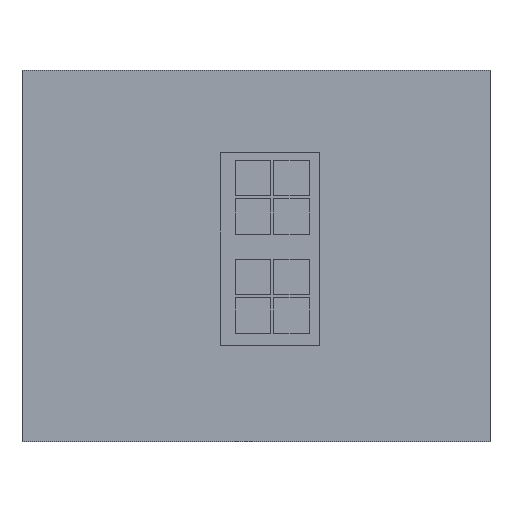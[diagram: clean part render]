
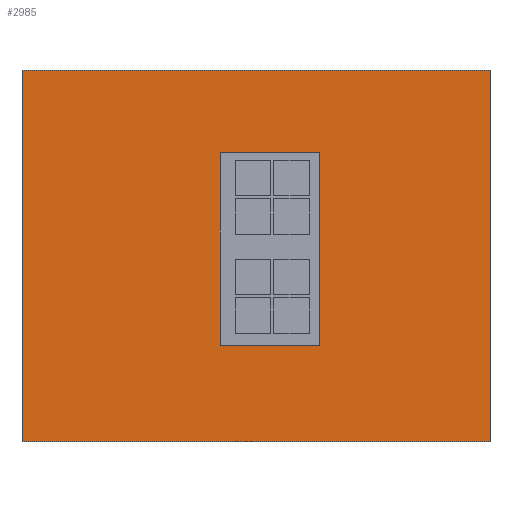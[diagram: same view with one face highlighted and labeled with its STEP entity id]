
A CAD part, top view. The second image highlights one B-rep face of the part: STEP entity #2985.
In plain terms, the highlighted planar face has unit normal (0, 0, 1).
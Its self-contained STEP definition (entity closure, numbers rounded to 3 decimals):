
#2663 = VERTEX_POINT('',#2664);
#2664 = CARTESIAN_POINT('',(-8.5,-4.5,1.58));
#2671 = PLANE('',#2672);
#2672 = AXIS2_PLACEMENT_3D('',#2673,#2674,#2675);
#2673 = CARTESIAN_POINT('',(-8.5,-4.5,0.));
#2674 = DIRECTION('',(-1.,0.,0.));
#2675 = DIRECTION('',(0.,1.,0.));
#2683 = PLANE('',#2684);
#2684 = AXIS2_PLACEMENT_3D('',#2685,#2686,#2687);
#2685 = CARTESIAN_POINT('',(8.5,-4.5,0.));
#2686 = DIRECTION('',(0.,-1.,0.));
#2687 = DIRECTION('',(-1.,0.,0.));
#2695 = EDGE_CURVE('',#2663,#2696,#2698,.T.);
#2696 = VERTEX_POINT('',#2697);
#2697 = CARTESIAN_POINT('',(-8.5,9.,1.58));
#2698 = SURFACE_CURVE('',#2699,(#2703,#2710),.PCURVE_S1.);
#2699 = LINE('',#2700,#2701);
#2700 = CARTESIAN_POINT('',(-8.5,-4.5,1.58));
#2701 = VECTOR('',#2702,1.);
#2702 = DIRECTION('',(0.,1.,0.));
#2703 = PCURVE('',#2671,#2704);
#2704 = DEFINITIONAL_REPRESENTATION('',(#2705),#2709);
#2705 = LINE('',#2706,#2707);
#2706 = CARTESIAN_POINT('',(0.,-1.58));
#2707 = VECTOR('',#2708,1.);
#2708 = DIRECTION('',(1.,0.));
#2709 = ( GEOMETRIC_REPRESENTATION_CONTEXT(2) 
PARAMETRIC_REPRESENTATION_CONTEXT() REPRESENTATION_CONTEXT('2D SPACE',''
  ) );
#2710 = PCURVE('',#2711,#2716);
#2711 = PLANE('',#2712);
#2712 = AXIS2_PLACEMENT_3D('',#2713,#2714,#2715);
#2713 = CARTESIAN_POINT('',(0.,2.25,1.58));
#2714 = DIRECTION('',(-0.,-0.,-1.));
#2715 = DIRECTION('',(-1.,0.,0.));
#2716 = DEFINITIONAL_REPRESENTATION('',(#2717),#2721);
#2717 = LINE('',#2718,#2719);
#2718 = CARTESIAN_POINT('',(8.5,-6.75));
#2719 = VECTOR('',#2720,1.);
#2720 = DIRECTION('',(0.,1.));
#2721 = ( GEOMETRIC_REPRESENTATION_CONTEXT(2) 
PARAMETRIC_REPRESENTATION_CONTEXT() REPRESENTATION_CONTEXT('2D SPACE',''
  ) );
#2739 = PLANE('',#2740);
#2740 = AXIS2_PLACEMENT_3D('',#2741,#2742,#2743);
#2741 = CARTESIAN_POINT('',(-8.5,9.,0.));
#2742 = DIRECTION('',(0.,1.,0.));
#2743 = DIRECTION('',(1.,0.,0.));
#2783 = VERTEX_POINT('',#2784);
#2784 = CARTESIAN_POINT('',(8.5,-4.5,1.58));
#2798 = PLANE('',#2799);
#2799 = AXIS2_PLACEMENT_3D('',#2800,#2801,#2802);
#2800 = CARTESIAN_POINT('',(8.5,9.,0.));
#2801 = DIRECTION('',(1.,0.,-0.));
#2802 = DIRECTION('',(0.,-1.,0.));
#2810 = EDGE_CURVE('',#2783,#2663,#2811,.T.);
#2811 = SURFACE_CURVE('',#2812,(#2816,#2823),.PCURVE_S1.);
#2812 = LINE('',#2813,#2814);
#2813 = CARTESIAN_POINT('',(8.5,-4.5,1.58));
#2814 = VECTOR('',#2815,1.);
#2815 = DIRECTION('',(-1.,0.,0.));
#2816 = PCURVE('',#2683,#2817);
#2817 = DEFINITIONAL_REPRESENTATION('',(#2818),#2822);
#2818 = LINE('',#2819,#2820);
#2819 = CARTESIAN_POINT('',(0.,-1.58));
#2820 = VECTOR('',#2821,1.);
#2821 = DIRECTION('',(1.,0.));
#2822 = ( GEOMETRIC_REPRESENTATION_CONTEXT(2) 
PARAMETRIC_REPRESENTATION_CONTEXT() REPRESENTATION_CONTEXT('2D SPACE',''
  ) );
#2823 = PCURVE('',#2711,#2824);
#2824 = DEFINITIONAL_REPRESENTATION('',(#2825),#2829);
#2825 = LINE('',#2826,#2827);
#2826 = CARTESIAN_POINT('',(-8.5,-6.75));
#2827 = VECTOR('',#2828,1.);
#2828 = DIRECTION('',(1.,0.));
#2829 = ( GEOMETRIC_REPRESENTATION_CONTEXT(2) 
PARAMETRIC_REPRESENTATION_CONTEXT() REPRESENTATION_CONTEXT('2D SPACE',''
  ) );
#2857 = EDGE_CURVE('',#2696,#2858,#2860,.T.);
#2858 = VERTEX_POINT('',#2859);
#2859 = CARTESIAN_POINT('',(8.5,9.,1.58));
#2860 = SURFACE_CURVE('',#2861,(#2865,#2872),.PCURVE_S1.);
#2861 = LINE('',#2862,#2863);
#2862 = CARTESIAN_POINT('',(-8.5,9.,1.58));
#2863 = VECTOR('',#2864,1.);
#2864 = DIRECTION('',(1.,0.,0.));
#2865 = PCURVE('',#2739,#2866);
#2866 = DEFINITIONAL_REPRESENTATION('',(#2867),#2871);
#2867 = LINE('',#2868,#2869);
#2868 = CARTESIAN_POINT('',(0.,-1.58));
#2869 = VECTOR('',#2870,1.);
#2870 = DIRECTION('',(1.,0.));
#2871 = ( GEOMETRIC_REPRESENTATION_CONTEXT(2) 
PARAMETRIC_REPRESENTATION_CONTEXT() REPRESENTATION_CONTEXT('2D SPACE',''
  ) );
#2872 = PCURVE('',#2711,#2873);
#2873 = DEFINITIONAL_REPRESENTATION('',(#2874),#2878);
#2874 = LINE('',#2875,#2876);
#2875 = CARTESIAN_POINT('',(8.5,6.75));
#2876 = VECTOR('',#2877,1.);
#2877 = DIRECTION('',(-1.,0.));
#2878 = ( GEOMETRIC_REPRESENTATION_CONTEXT(2) 
PARAMETRIC_REPRESENTATION_CONTEXT() REPRESENTATION_CONTEXT('2D SPACE',''
  ) );
#2974 = CYLINDRICAL_SURFACE('',#2975,0.5);
#2975 = AXIS2_PLACEMENT_3D('',#2976,#2977,#2978);
#2976 = CARTESIAN_POINT('',(0.,0.,-0.79));
#2977 = DIRECTION('',(0.,0.,1.));
#2978 = DIRECTION('',(1.,0.,-0.));
#2985 = ADVANCED_FACE('',(#2986,#3012),#2711,.F.);
#2986 = FACE_BOUND('',#2987,.F.);
#2987 = EDGE_LOOP('',(#2988,#2989,#2990,#3011));
#2988 = ORIENTED_EDGE('',*,*,#2695,.T.);
#2989 = ORIENTED_EDGE('',*,*,#2857,.T.);
#2990 = ORIENTED_EDGE('',*,*,#2991,.T.);
#2991 = EDGE_CURVE('',#2858,#2783,#2992,.T.);
#2992 = SURFACE_CURVE('',#2993,(#2997,#3004),.PCURVE_S1.);
#2993 = LINE('',#2994,#2995);
#2994 = CARTESIAN_POINT('',(8.5,9.,1.58));
#2995 = VECTOR('',#2996,1.);
#2996 = DIRECTION('',(0.,-1.,0.));
#2997 = PCURVE('',#2711,#2998);
#2998 = DEFINITIONAL_REPRESENTATION('',(#2999),#3003);
#2999 = LINE('',#3000,#3001);
#3000 = CARTESIAN_POINT('',(-8.5,6.75));
#3001 = VECTOR('',#3002,1.);
#3002 = DIRECTION('',(0.,-1.));
#3003 = ( GEOMETRIC_REPRESENTATION_CONTEXT(2) 
PARAMETRIC_REPRESENTATION_CONTEXT() REPRESENTATION_CONTEXT('2D SPACE',''
  ) );
#3004 = PCURVE('',#2798,#3005);
#3005 = DEFINITIONAL_REPRESENTATION('',(#3006),#3010);
#3006 = LINE('',#3007,#3008);
#3007 = CARTESIAN_POINT('',(0.,-1.58));
#3008 = VECTOR('',#3009,1.);
#3009 = DIRECTION('',(1.,0.));
#3010 = ( GEOMETRIC_REPRESENTATION_CONTEXT(2) 
PARAMETRIC_REPRESENTATION_CONTEXT() REPRESENTATION_CONTEXT('2D SPACE',''
  ) );
#3011 = ORIENTED_EDGE('',*,*,#2810,.T.);
#3012 = FACE_BOUND('',#3013,.F.);
#3013 = EDGE_LOOP('',(#3014));
#3014 = ORIENTED_EDGE('',*,*,#3015,.T.);
#3015 = EDGE_CURVE('',#3016,#3016,#3018,.T.);
#3016 = VERTEX_POINT('',#3017);
#3017 = CARTESIAN_POINT('',(0.5,0.,1.58));
#3018 = SURFACE_CURVE('',#3019,(#3024,#3035),.PCURVE_S1.);
#3019 = CIRCLE('',#3020,0.5);
#3020 = AXIS2_PLACEMENT_3D('',#3021,#3022,#3023);
#3021 = CARTESIAN_POINT('',(0.,0.,1.58));
#3022 = DIRECTION('',(0.,0.,1.));
#3023 = DIRECTION('',(1.,0.,-0.));
#3024 = PCURVE('',#2711,#3025);
#3025 = DEFINITIONAL_REPRESENTATION('',(#3026),#3034);
#3026 = ( BOUNDED_CURVE() B_SPLINE_CURVE(2,(#3027,#3028,#3029,#3030,
#3031,#3032,#3033),.UNSPECIFIED.,.T.,.F.) B_SPLINE_CURVE_WITH_KNOTS((1,2
    ,2,2,2,1),(-2.094,0.,2.094,4.189,
6.283,8.378),.UNSPECIFIED.) CURVE() 
GEOMETRIC_REPRESENTATION_ITEM() RATIONAL_B_SPLINE_CURVE((1.,0.5,1.,0.5,
1.,0.5,1.)) REPRESENTATION_ITEM('') );
#3027 = CARTESIAN_POINT('',(-0.5,-2.25));
#3028 = CARTESIAN_POINT('',(-0.5,-1.384));
#3029 = CARTESIAN_POINT('',(0.25,-1.817));
#3030 = CARTESIAN_POINT('',(1.,-2.25));
#3031 = CARTESIAN_POINT('',(0.25,-2.683));
#3032 = CARTESIAN_POINT('',(-0.5,-3.116));
#3033 = CARTESIAN_POINT('',(-0.5,-2.25));
#3034 = ( GEOMETRIC_REPRESENTATION_CONTEXT(2) 
PARAMETRIC_REPRESENTATION_CONTEXT() REPRESENTATION_CONTEXT('2D SPACE',''
  ) );
#3035 = PCURVE('',#2974,#3036);
#3036 = DEFINITIONAL_REPRESENTATION('',(#3037),#3041);
#3037 = LINE('',#3038,#3039);
#3038 = CARTESIAN_POINT('',(0.,2.37));
#3039 = VECTOR('',#3040,1.);
#3040 = DIRECTION('',(1.,0.));
#3041 = ( GEOMETRIC_REPRESENTATION_CONTEXT(2) 
PARAMETRIC_REPRESENTATION_CONTEXT() REPRESENTATION_CONTEXT('2D SPACE',''
  ) );
